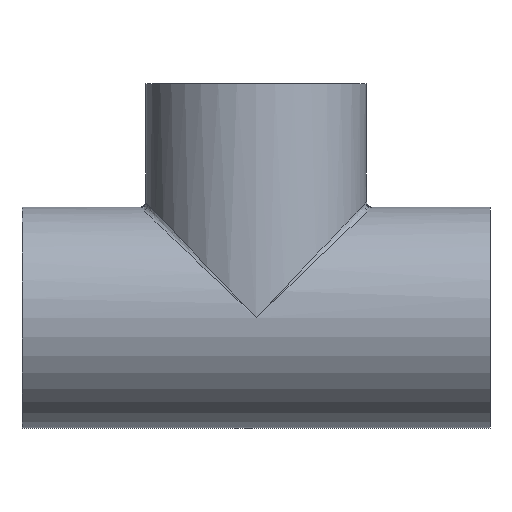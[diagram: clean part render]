
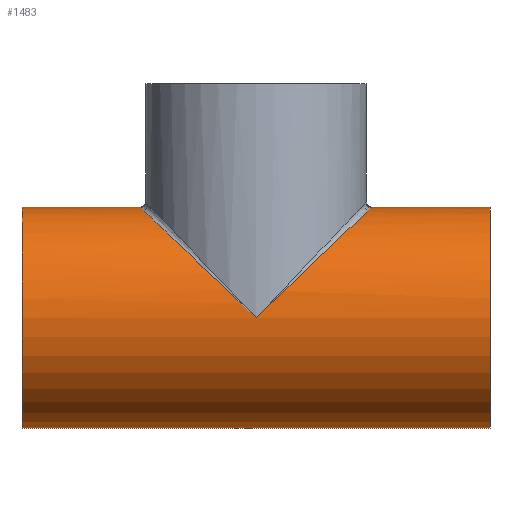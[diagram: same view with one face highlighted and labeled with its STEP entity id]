
A CAD part, front view. The second image highlights one B-rep face of the part: STEP entity #1483.
In plain terms, the highlighted cylindrical face has radius 42.5 mm (diameter 85 mm), a full revolution.
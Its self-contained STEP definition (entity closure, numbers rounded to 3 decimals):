
#1149=CARTESIAN_POINT('',(0.0,42.5,0.0));
#1150=VERTEX_POINT('',#1149);
#1151=CARTESIAN_POINT('',(0.0,-42.5,0.0));
#1152=VERTEX_POINT('',#1151);
#1153=CARTESIAN_POINT('',(0.0,0.0,0.0));
#1154=DIRECTION('',(0.691,0.0,0.723));
#1155=DIRECTION('',(-0.723,0.0,0.691));
#1156=AXIS2_PLACEMENT_3D('',#1153,#1154,#1155);
#1157=ELLIPSE('',#1156,61.535,42.5);
#1158=EDGE_CURVE('',#1150,#1152,#1157,.T.);
#1381=CARTESIAN_POINT('',(0.0,0.0,0.0));
#1382=DIRECTION('',(-0.691,0.0,0.723));
#1383=DIRECTION('',(0.723,0.0,0.691));
#1384=AXIS2_PLACEMENT_3D('',#1381,#1382,#1383);
#1385=ELLIPSE('',#1384,61.535,42.5);
#1386=EDGE_CURVE('',#1152,#1150,#1385,.T.);
#1452=CARTESIAN_POINT('',(0.0,0.0,0.0));
#1453=DIRECTION('',(-1.0,0.0,0.0));
#1454=DIRECTION('',(0.0,-1.0,0.0));
#1455=AXIS2_PLACEMENT_3D('',#1452,#1453,#1454);
#1456=CYLINDRICAL_SURFACE('',#1455,42.5);
#1457=CARTESIAN_POINT('',(-90.0,-42.5,0.0));
#1458=VERTEX_POINT('',#1457);
#1459=CARTESIAN_POINT('',(-90.0,0.0,0.0));
#1460=DIRECTION('',(-1.0,0.0,0.0));
#1461=DIRECTION('',(0.0,-1.0,0.0));
#1462=AXIS2_PLACEMENT_3D('',#1459,#1460,#1461);
#1463=CIRCLE('',#1462,42.5);
#1464=EDGE_CURVE('',#1458,#1458,#1463,.T.);
#1465=ORIENTED_EDGE('',*,*,#1464,.F.);
#1466=EDGE_LOOP('',(#1465));
#1467=FACE_OUTER_BOUND('',#1466,.T.);
#1468=ORIENTED_EDGE('',*,*,#1158,.F.);
#1469=ORIENTED_EDGE('',*,*,#1386,.F.);
#1470=EDGE_LOOP('',(#1468,#1469));
#1471=FACE_BOUND('',#1470,.T.);
#1472=CARTESIAN_POINT('',(90.0,-42.5,0.0));
#1473=VERTEX_POINT('',#1472);
#1474=CARTESIAN_POINT('',(90.0,0.0,0.0));
#1475=DIRECTION('',(-1.0,0.0,0.0));
#1476=DIRECTION('',(0.0,-1.0,0.0));
#1477=AXIS2_PLACEMENT_3D('',#1474,#1475,#1476);
#1478=CIRCLE('',#1477,42.5);
#1479=EDGE_CURVE('',#1473,#1473,#1478,.T.);
#1480=ORIENTED_EDGE('',*,*,#1479,.T.);
#1481=EDGE_LOOP('',(#1480));
#1482=FACE_BOUND('',#1481,.T.);
#1483=ADVANCED_FACE('',(#1467,#1471,#1482),#1456,.T.);
